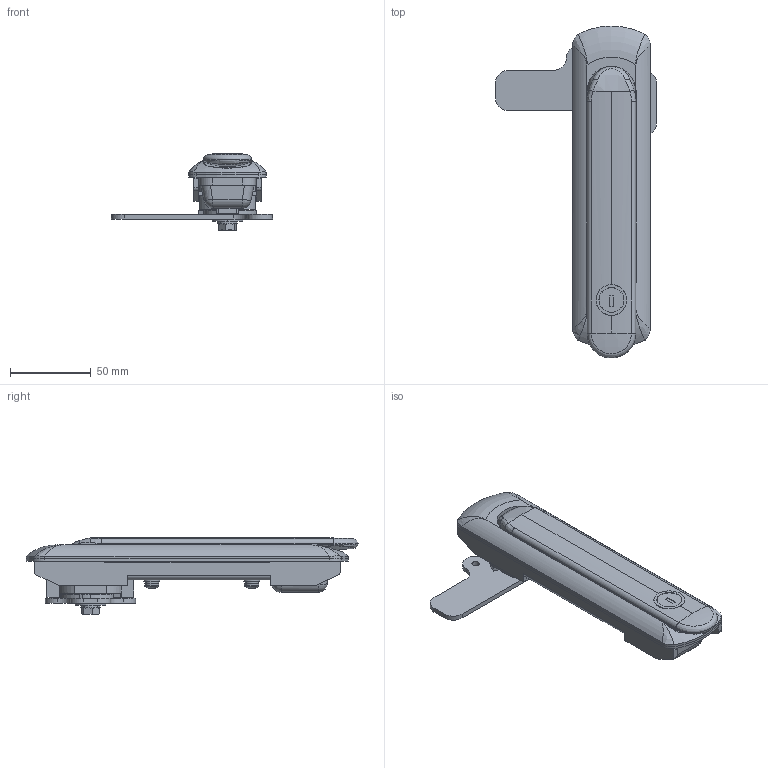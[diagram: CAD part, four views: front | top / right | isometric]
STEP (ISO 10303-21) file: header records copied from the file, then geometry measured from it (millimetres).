
FILE_DESCRIPTION (( 'STEP AP203' ), '1' );
FILE_NAME ('A-1464-L1-1.STEP', '2020-04-02T00:55:00', ( '' ), ( '' ), 'SwSTEP 2.0', 'SolidWorks 2018', '' );
FILE_SCHEMA (( 'CONFIG_CONTROL_DESIGN' ));
Length unit declared in the file: millimetre
Products named in the file (14): A-1464-L1-1_パーソナルアダプター_; A-1464-L1-1_六角ボルト_内径基準ver1.03__M6x12十字穴付六角ボルト(SUS)SWシングルセムス(P2); A-1464-L1-1_軸ピン_; A-1464-L1-1; A-1464-L1-1_回転軸_; A-1464-L1-1_ハンドル_; A-1464-L1-1_本体_; A-1464-L1-1_止め金用平座金_; A-1464-L1-1_十字穴付小ねじ_内径基準ver1.02__M5x12十字穴付なべ小ねじ(SUS)ダブルセムス(P3); A-1464-L1-1_ストッパー_; A-1464-L1-1_取付板_; A-1464-L1-1_パッキン_; A-1464-L1-1_止め金_; A-1464-L1-1_ローター__#200-4-2_
Assembly tree (14 placements, depth 2):
  A-1464-L1-1
    A-1464-L1-1_本体_
    A-1464-L1-1_ハンドル_
    A-1464-L1-1_回転軸_
    A-1464-L1-1_軸ピン_
    A-1464-L1-1_ストッパー_
    A-1464-L1-1_取付板_
    A-1464-L1-1_パッキン_
    A-1464-L1-1_十字穴付小ねじ_内径基準ver1.02__M5x12十字穴付なべ小ねじ(SUS)ダブルセムス(P3)  x2
    A-1464-L1-1_止め金_
    A-1464-L1-1_六角ボルト_内径基準ver1.03__M6x12十字穴付六角ボルト(SUS)SWシングルセムス(P2)
    A-1464-L1-1_止め金用平座金_
    A-1464-L1-1_パーソナルアダプター_
    A-1464-L1-1_ローター__#200-4-2_
Bounding box: 100 x 206 x 47.6 mm (x, y, z)
Volume: 179123.7 mm3; surface area: 96902.7 mm2
Topology: 14 solids, 14 shells, 636 faces, 1664 edges, 1068 vertices
Faces by surface type: plane 309, cylinder 218, cone 51, bspline 42, torus 8, sphere 8
Entity records: 25711 total; most frequent: CARTESIAN_POINT 9973, ORIENTED_EDGE 3076, DIRECTION 2864, EDGE_CURVE 1538, AXIS2_PLACEMENT_3D 1045, VERTEX_POINT 992, VECTOR 774, LINE 774
